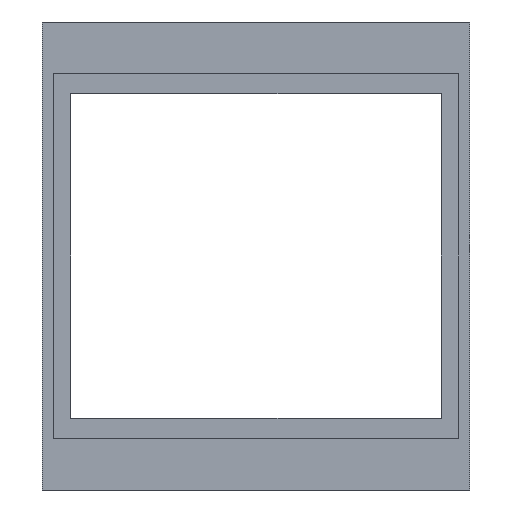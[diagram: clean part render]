
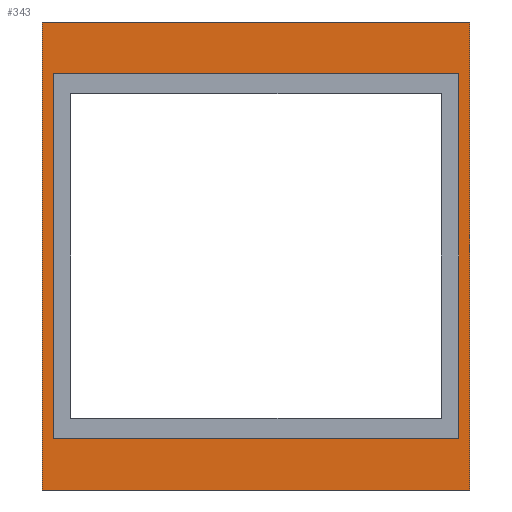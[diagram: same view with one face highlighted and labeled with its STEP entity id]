
A CAD part, front view. The second image highlights one B-rep face of the part: STEP entity #343.
In plain terms, the highlighted planar face has unit normal (0, -1, 0).
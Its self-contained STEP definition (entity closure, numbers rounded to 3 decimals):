
#301=AXIS2_PLACEMENT_3D('Plane Axis2P3D',#298,#299,#300) ;
#211=CARTESIAN_POINT('Vertex',(-49.5,224.,-35.25)) ;
#214=CARTESIAN_POINT('Line Origine',(0.,224.,-35.25)) ;
#218=CARTESIAN_POINT('Vertex',(49.5,224.,-35.25)) ;
#242=CARTESIAN_POINT('Vertex',(49.5,224.,53.75)) ;
#245=CARTESIAN_POINT('Line Origine',(0.,224.,53.75)) ;
#249=CARTESIAN_POINT('Vertex',(-49.5,224.,53.75)) ;
#269=CARTESIAN_POINT('Line Origine',(-49.5,224.,9.25)) ;
#286=CARTESIAN_POINT('Line Origine',(49.5,224.,9.25)) ;
#298=CARTESIAN_POINT('Axis2P3D Location',(0.,224.,66.4)) ;
#303=CARTESIAN_POINT('Line Origine',(0.,224.,-47.9)) ;
#307=CARTESIAN_POINT('Vertex',(-52.25,224.,-47.9)) ;
#309=CARTESIAN_POINT('Vertex',(52.25,224.,-47.9)) ;
#312=CARTESIAN_POINT('Line Origine',(52.25,224.,9.25)) ;
#316=CARTESIAN_POINT('Vertex',(52.25,224.,66.4)) ;
#319=CARTESIAN_POINT('Line Origine',(0.,224.,66.4)) ;
#323=CARTESIAN_POINT('Vertex',(-52.25,224.,66.4)) ;
#326=CARTESIAN_POINT('Line Origine',(-52.25,224.,9.25)) ;
#215=DIRECTION('Vector Direction',(1.,0.,0.)) ;
#246=DIRECTION('Vector Direction',(1.,0.,0.)) ;
#270=DIRECTION('Vector Direction',(0.,0.,-1.)) ;
#287=DIRECTION('Vector Direction',(0.,0.,-1.)) ;
#299=DIRECTION('Axis2P3D Direction',(0.,-1.,0.)) ;
#300=DIRECTION('Axis2P3D XDirection',(0.,0.,-1.)) ;
#304=DIRECTION('Vector Direction',(1.,0.,0.)) ;
#313=DIRECTION('Vector Direction',(0.,0.,-1.)) ;
#320=DIRECTION('Vector Direction',(1.,0.,0.)) ;
#327=DIRECTION('Vector Direction',(0.,0.,1.)) ;
#216=VECTOR('Line Direction',#215,1.) ;
#247=VECTOR('Line Direction',#246,1.) ;
#271=VECTOR('Line Direction',#270,1.) ;
#288=VECTOR('Line Direction',#287,1.) ;
#305=VECTOR('Line Direction',#304,1.) ;
#314=VECTOR('Line Direction',#313,1.) ;
#321=VECTOR('Line Direction',#320,1.) ;
#328=VECTOR('Line Direction',#327,1.) ;
#332=ORIENTED_EDGE('',*,*,#311,.T.) ;
#333=ORIENTED_EDGE('',*,*,#318,.F.) ;
#334=ORIENTED_EDGE('',*,*,#325,.F.) ;
#335=ORIENTED_EDGE('',*,*,#330,.T.) ;
#338=ORIENTED_EDGE('',*,*,#290,.T.) ;
#339=ORIENTED_EDGE('',*,*,#220,.F.) ;
#340=ORIENTED_EDGE('',*,*,#273,.F.) ;
#341=ORIENTED_EDGE('',*,*,#251,.T.) ;
#342=FACE_BOUND('',#337,.T.) ;
#343=ADVANCED_FACE('Mostrina',(#336,#342),#302,.T.) ;
#220=EDGE_CURVE('',#212,#219,#217,.T.) ;
#251=EDGE_CURVE('',#250,#243,#248,.T.) ;
#273=EDGE_CURVE('',#250,#212,#272,.T.) ;
#290=EDGE_CURVE('',#243,#219,#289,.T.) ;
#311=EDGE_CURVE('',#308,#310,#306,.T.) ;
#318=EDGE_CURVE('',#317,#310,#315,.T.) ;
#325=EDGE_CURVE('',#324,#317,#322,.T.) ;
#330=EDGE_CURVE('',#324,#308,#329,.F.) ;
#331=EDGE_LOOP('',(#332,#333,#334,#335)) ;
#337=EDGE_LOOP('',(#338,#339,#340,#341)) ;
#336=FACE_OUTER_BOUND('',#331,.T.) ;
#217=LINE('Line',#214,#216) ;
#248=LINE('Line',#245,#247) ;
#272=LINE('Line',#269,#271) ;
#289=LINE('Line',#286,#288) ;
#306=LINE('Line',#303,#305) ;
#315=LINE('Line',#312,#314) ;
#322=LINE('Line',#319,#321) ;
#329=LINE('Line',#326,#328) ;
#302=PLANE('',#301) ;
#212=VERTEX_POINT('',#211) ;
#219=VERTEX_POINT('',#218) ;
#243=VERTEX_POINT('',#242) ;
#250=VERTEX_POINT('',#249) ;
#308=VERTEX_POINT('',#307) ;
#310=VERTEX_POINT('',#309) ;
#317=VERTEX_POINT('',#316) ;
#324=VERTEX_POINT('',#323) ;
